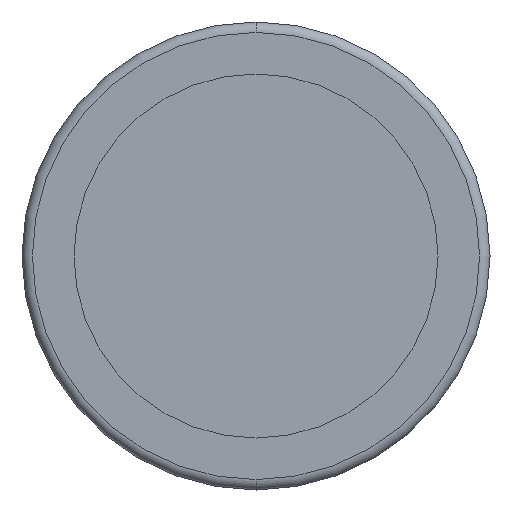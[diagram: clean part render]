
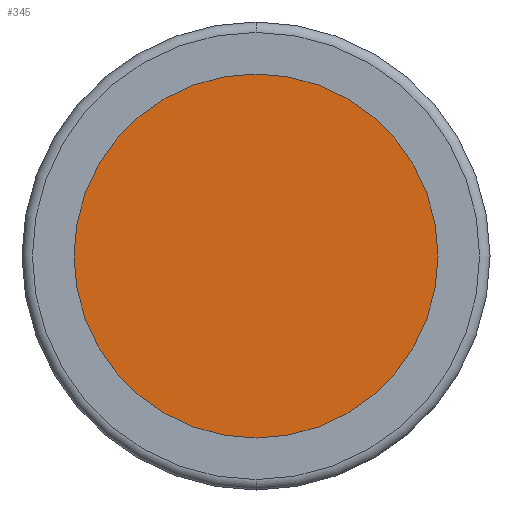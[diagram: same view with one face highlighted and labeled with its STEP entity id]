
A CAD part, front view. The second image highlights one B-rep face of the part: STEP entity #345.
In plain terms, the highlighted planar face has unit normal (0, -1, 0).
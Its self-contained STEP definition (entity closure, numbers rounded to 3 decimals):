
#6 = ORIENTED_EDGE ( 'NONE', *, *, #464, .T. ) ;
#33 = FACE_OUTER_BOUND ( 'NONE', #1552, .T. ) ;
#81 = PLANE ( 'NONE',  #541 ) ;
#149 = EDGE_CURVE ( 'NONE', #667, #1079, #1118, .T. ) ;
#265 = DIRECTION ( 'NONE',  ( 0., -1., 0. ) ) ;
#345 = ADVANCED_FACE ( 'NONE', ( #33 ), #81, .T. ) ;
#364 = DIRECTION ( 'NONE',  ( 0., -1., 0. ) ) ;
#382 = ORIENTED_EDGE ( 'NONE', *, *, #149, .T. ) ;
#464 = EDGE_CURVE ( 'NONE', #1079, #667, #881, .T. ) ;
#477 = AXIS2_PLACEMENT_3D ( 'NONE', #636, #364, #1082 ) ;
#508 = CARTESIAN_POINT ( 'NONE',  ( 0., 0.12, 0. ) ) ;
#541 = AXIS2_PLACEMENT_3D ( 'NONE', #1846, #265, #1390 ) ;
#636 = CARTESIAN_POINT ( 'NONE',  ( 0., 0.12, 0. ) ) ;
#667 = VERTEX_POINT ( 'NONE', #1303 ) ;
#801 = DIRECTION ( 'NONE',  ( 0., -1., 0. ) ) ;
#881 = CIRCLE ( 'NONE', #1626, 7. ) ;
#1079 = VERTEX_POINT ( 'NONE', #1436 ) ;
#1082 = DIRECTION ( 'NONE',  ( 0., 0., -1. ) ) ;
#1118 = CIRCLE ( 'NONE', #477, 7. ) ;
#1303 = CARTESIAN_POINT ( 'NONE',  ( 0., 0.12, -7. ) ) ;
#1390 = DIRECTION ( 'NONE',  ( 0., 0., -1. ) ) ;
#1436 = CARTESIAN_POINT ( 'NONE',  ( 0., 0.12, 7. ) ) ;
#1552 = EDGE_LOOP ( 'NONE', ( #382, #6 ) ) ;
#1626 = AXIS2_PLACEMENT_3D ( 'NONE', #508, #801, #1841 ) ;
#1841 = DIRECTION ( 'NONE',  ( 0., 0., -1. ) ) ;
#1846 = CARTESIAN_POINT ( 'NONE',  ( 0., 0.12, 0. ) ) ;
